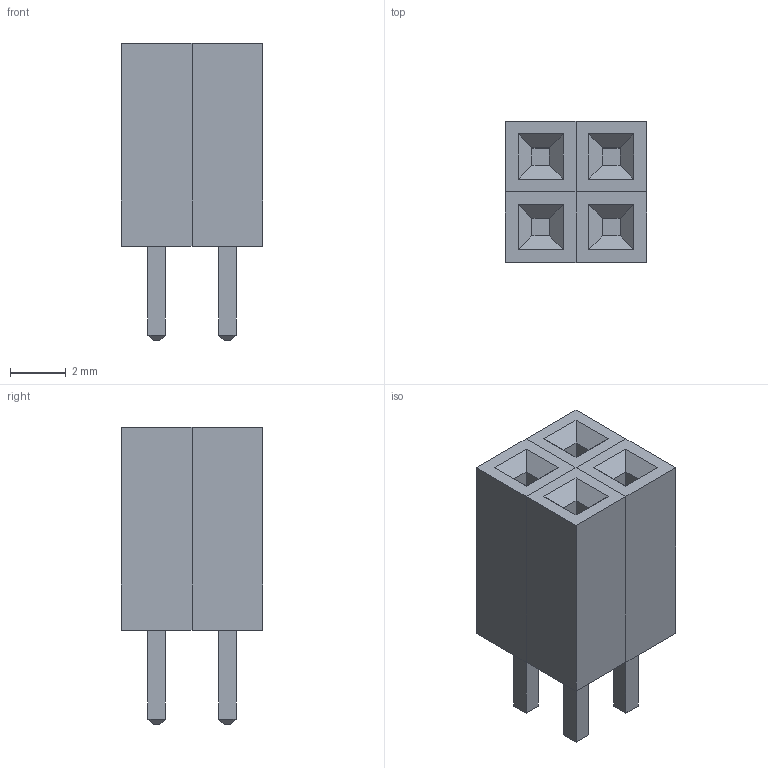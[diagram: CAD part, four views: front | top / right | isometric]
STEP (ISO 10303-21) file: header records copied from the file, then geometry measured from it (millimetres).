
FILE_DESCRIPTION(('FreeCAD Model'),'2;1');
FILE_NAME('BaretteBroche-M-M-2x2-2.54-00Deg.step','2016-12-05T10:23:50',('Daniel Sallin'),('Daniel-STP'), 'Open CASCADE STEP processor 6.8','FreeCAD','Unknown');
FILE_SCHEMA(('AUTOMOTIVE_DESIGN_CC2 { 1 2 10303 214 -1 1 5 4 }'));
Length unit declared in the file: millimetre
Products named in the file (2): ASSEMBLY; Array
Assembly tree (1 placements, depth 2):
  ASSEMBLY
    Array
Bounding box: 5.08 x 5.08 x 10.7 mm (x, y, z)
Volume: 180.6 mm3; surface area: 450.4 mm2
Topology: 4 solids, 4 shells, 96 faces, 208 edges, 128 vertices
Faces by surface type: plane 96
Entity records: 5280 total; most frequent: CARTESIAN_POINT 850, DIRECTION 820, LINE 624, VECTOR 624, ORIENTED_EDGE 416, PCURVE 416, DEFINITIONAL_REPRESENTATION 416, EDGE_CURVE 208
